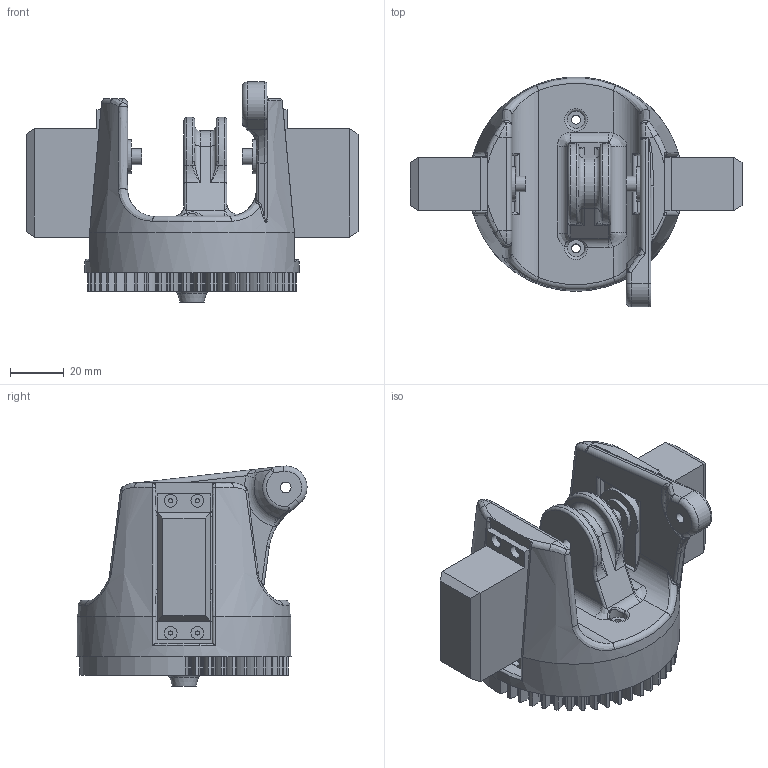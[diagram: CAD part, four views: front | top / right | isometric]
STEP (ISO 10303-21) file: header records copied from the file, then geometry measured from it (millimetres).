
FILE_DESCRIPTION(/* description */ ('STEP AP242','CAx-IF Rec.Pracs.---Representation and Presentation of Product Manufacturing Information (PMI)---4.0---2014-10-13','CAx-IF Rec.Pracs.---3D Tessellated Geometry---0.4---2014-09-14','2;1'),/* implementation_level */ '2;1');
FILE_NAME(/* name */ '1c6c30f8-087d-4a8e-8391-fed4f7c6b250',/* time_stamp */ '2023-03-01T16:56:40+00:00',/* author */ (''),/* organization */ (''),/* preprocessor_version */ 'ST-DEVELOPER v18.102',/* originating_system */ ' ',/* authorisation */ ' ');
FILE_SCHEMA (('AP242_MANAGED_MODEL_BASED_3D_ENGINEERING_MIM_LF { 1 0 10303 442 1 1 4 }'));
Length unit declared in the file: metre
Products named in the file (4): EBAmk2_02; 001_base; MG946R; 011_gearmast
Assembly tree (4 placements, depth 2):
  EBAmk2_02
    001_base
    MG946R  x2
    011_gearmast
Bounding box: 124 x 85.97 x 82.18 mm (x, y, z)
Volume: 234799.3 mm3; surface area: 56664 mm2
Topology: 4 solids, 4 shells, 485 faces, 1284 edges, 810 vertices
Faces by surface type: cylinder 188, plane 151, bspline 99, torus 37, sphere 6, cone 4
Full cylindrical faces by diameter (mm): 1.5 x8, 3.2 x2, 3.3 x2, 4 x2, 4.8 x8, 5.87 x2, 6 x1, 6.5 x3, 12.8 x2, 80 x1
Entity records: 15652 total; most frequent: CARTESIAN_POINT 5207, ORIENTED_EDGE 2230, DIRECTION 2055, EDGE_CURVE 1115, AXIS2_PLACEMENT_3D 802, VERTEX_POINT 724, EDGE_LOOP 511, FACE_BOUND 511
